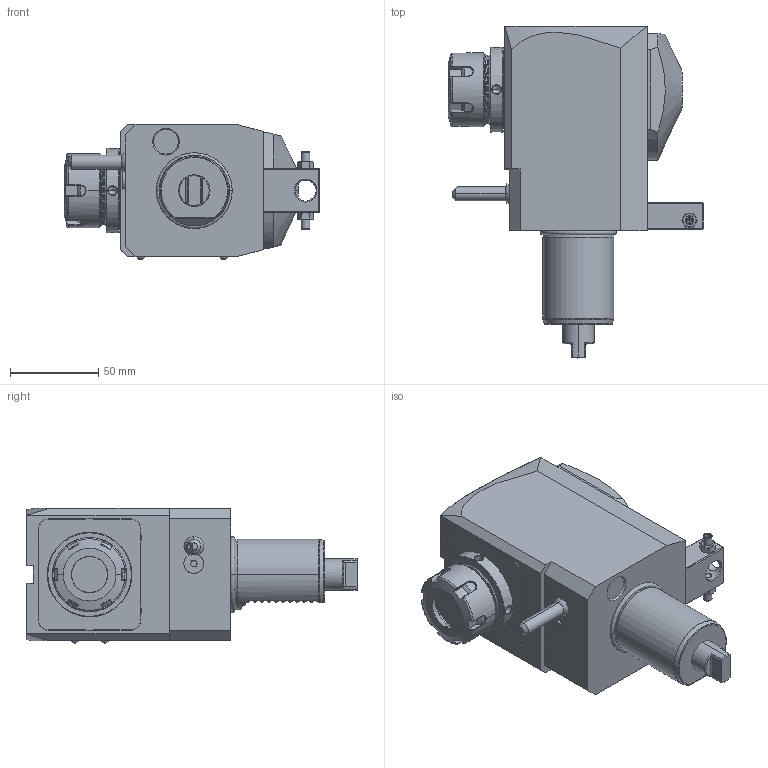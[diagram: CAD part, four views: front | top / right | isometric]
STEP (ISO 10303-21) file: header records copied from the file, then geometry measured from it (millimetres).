
FILE_DESCRIPTION((''),'2;1');
FILE_NAME('NGT1_40_221_25_1_2_80','2019-03-19T',('vali'),('NOVA GRUP'),'PRO/ENGINEER BY PARAMETRIC TECHNOLOGY CORPORATION, 2010280','PRO/ENGINEER BY PARAMETRIC TECHNOLOGY CORPORATION, 2010280','');
FILE_SCHEMA(('CONFIG_CONTROL_DESIGN'));
Length unit declared in the file: millimetre
Products named in the file (1): NGT1_40_221_25_1_2_80
Bounding box: 144.6 x 188 x 76.6 mm (x, y, z)
Volume: 856377.5 mm3; surface area: 69041.7 mm2
Topology: 1 solids, 1 shells, 463 faces, 1162 edges, 712 vertices
Faces by surface type: plane 202, cylinder 100, cone 83, bspline 54, torus 16, sphere 6, extrusion 2
Entity records: 19753 total; most frequent: CARTESIAN_POINT 9414, ORIENTED_EDGE 2292, DIRECTION 1859, EDGE_CURVE 1146, VERTEX_POINT 712, AXIS2_PLACEMENT_3D 641, VECTOR 577, LINE 575
